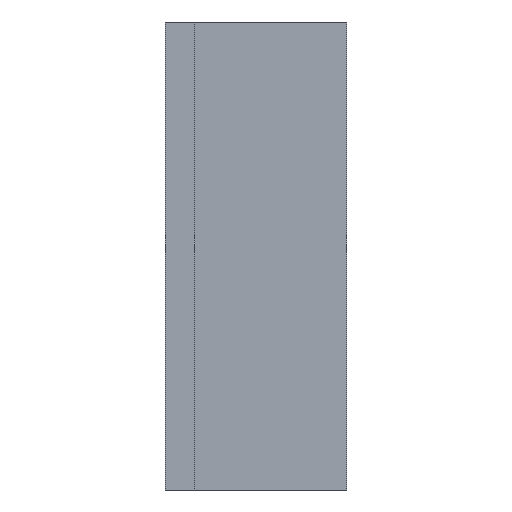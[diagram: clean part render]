
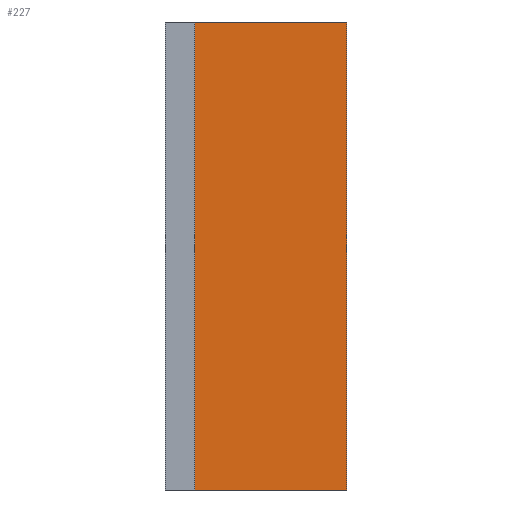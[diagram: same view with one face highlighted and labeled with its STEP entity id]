
A CAD part, front view. The second image highlights one B-rep face of the part: STEP entity #227.
In plain terms, the highlighted planar face has unit normal (0, -1, 0).
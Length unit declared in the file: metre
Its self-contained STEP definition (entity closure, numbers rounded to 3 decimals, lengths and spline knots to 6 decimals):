
#2 = VECTOR ( 'NONE', #59, 1. ) ;
#4 = VERTEX_POINT ( 'NONE', #40 ) ;
#10 = LINE ( 'NONE', #163, #108 ) ;
#31 = FACE_OUTER_BOUND ( 'NONE', #180, .T. ) ;
#40 = CARTESIAN_POINT ( 'NONE',  ( 0., 0., 0.0508 ) ) ;
#44 = VERTEX_POINT ( 'NONE', #225 ) ;
#59 = DIRECTION ( 'NONE',  ( 0., 0., -1. ) ) ;
#67 = PLANE ( 'NONE',  #84 ) ;
#69 = EDGE_CURVE ( 'NONE', #218, #154, #123, .T. ) ;
#76 = ORIENTED_EDGE ( 'NONE', *, *, #69, .T. ) ;
#84 = AXIS2_PLACEMENT_3D ( 'NONE', #86, #172, #109 ) ;
#86 = CARTESIAN_POINT ( 'NONE',  ( 0.033, 0., 0.0508 ) ) ;
#91 = ORIENTED_EDGE ( 'NONE', *, *, #122, .F. ) ;
#93 = LINE ( 'NONE', #185, #189 ) ;
#101 = DIRECTION ( 'NONE',  ( 1., 0., 0. ) ) ;
#108 = VECTOR ( 'NONE', #101, 1. ) ;
#109 = DIRECTION ( 'NONE',  ( 0., 0., 1. ) ) ;
#122 = EDGE_CURVE ( 'NONE', #4, #44, #10, .T. ) ;
#123 = LINE ( 'NONE', #204, #230 ) ;
#126 = CARTESIAN_POINT ( 'NONE',  ( 0., 0., -0.0508 ) ) ;
#154 = VERTEX_POINT ( 'NONE', #198 ) ;
#163 = CARTESIAN_POINT ( 'NONE',  ( 0.033, 0., 0.0508 ) ) ;
#168 = EDGE_CURVE ( 'NONE', #44, #154, #177, .T. ) ;
#170 = ORIENTED_EDGE ( 'NONE', *, *, #234, .T. ) ;
#172 = DIRECTION ( 'NONE',  ( 0., 1., 0. ) ) ;
#177 = LINE ( 'NONE', #241, #2 ) ;
#180 = EDGE_LOOP ( 'NONE', ( #76, #247, #91, #170 ) ) ;
#185 = CARTESIAN_POINT ( 'NONE',  ( 0., 0., 0.0508 ) ) ;
#189 = VECTOR ( 'NONE', #251, 1. ) ;
#198 = CARTESIAN_POINT ( 'NONE',  ( 0.033, 0., -0.0508 ) ) ;
#204 = CARTESIAN_POINT ( 'NONE',  ( 0.033, 0., -0.0508 ) ) ;
#218 = VERTEX_POINT ( 'NONE', #126 ) ;
#225 = CARTESIAN_POINT ( 'NONE',  ( 0.033, 0., 0.0508 ) ) ;
#227 = ADVANCED_FACE ( 'NONE', ( #31 ), #67, .F. ) ;
#230 = VECTOR ( 'NONE', #238, 1. ) ;
#234 = EDGE_CURVE ( 'NONE', #4, #218, #93, .T. ) ;
#238 = DIRECTION ( 'NONE',  ( 1., 0., 0. ) ) ;
#241 = CARTESIAN_POINT ( 'NONE',  ( 0.033, 0., 0.0508 ) ) ;
#247 = ORIENTED_EDGE ( 'NONE', *, *, #168, .F. ) ;
#251 = DIRECTION ( 'NONE',  ( 0., 0., -1. ) ) ;
